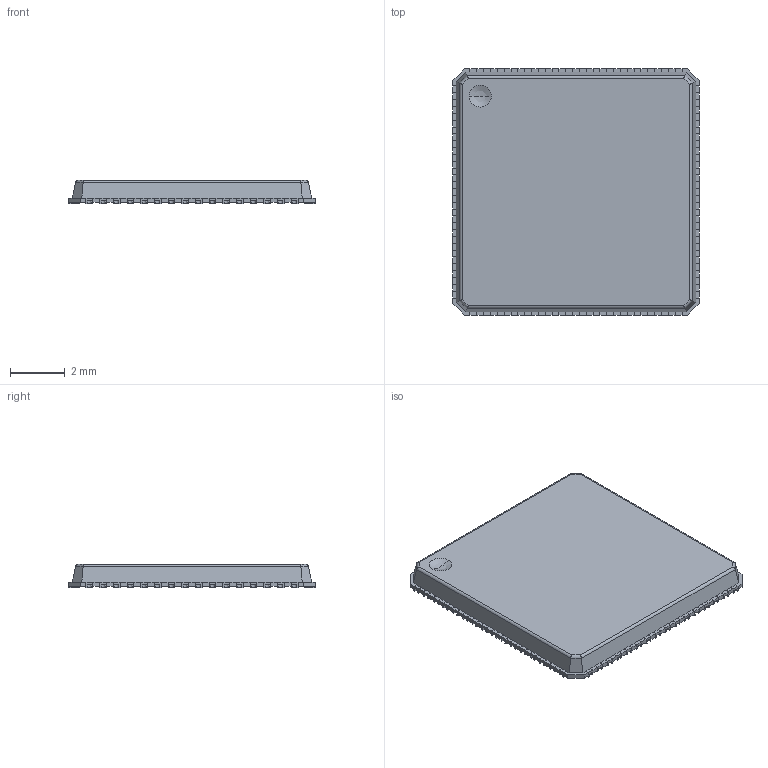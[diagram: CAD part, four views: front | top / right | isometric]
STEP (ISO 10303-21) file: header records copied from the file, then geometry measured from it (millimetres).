
FILE_DESCRIPTION((''),'2;1');
FILE_NAME('RTD0064F_ASM','2016-08-02T',('a0412086'),(''),'CREO PARAMETRIC BY PTC INC, 2016050','CREO PARAMETRIC BY PTC INC, 2016050','');
FILE_SCHEMA(('AUTOMOTIVE_DESIGN { 1 0 10303 214 1 1 1 1 }'));
Length unit declared in the file: millimetre
Products named in the file (3): BODY-QFN-PUNCH; FRAME-RTD0064F; RTD0064F_ASM
Assembly tree (2 placements, depth 2):
  RTD0064F_ASM
    BODY-QFN-PUNCH
    FRAME-RTD0064F
Bounding box: 9 x 9 x 0.85 mm (x, y, z)
Volume: 60.3 mm3; surface area: 286.5 mm2
Topology: 66 solids, 66 shells, 1075 faces, 2690 edges, 1747 vertices
Faces by surface type: plane 863, cylinder 210, sphere 2
Entity records: 40922 total; most frequent: CARTESIAN_POINT 5570, ORIENTED_EDGE 5376, DIRECTION 5248, PRESENTATION_STYLE_ASSIGNMENT 2819, STYLED_ITEM 2754, CURVE_STYLE 2688, EDGE_CURVE 2688, VECTOR 2272
